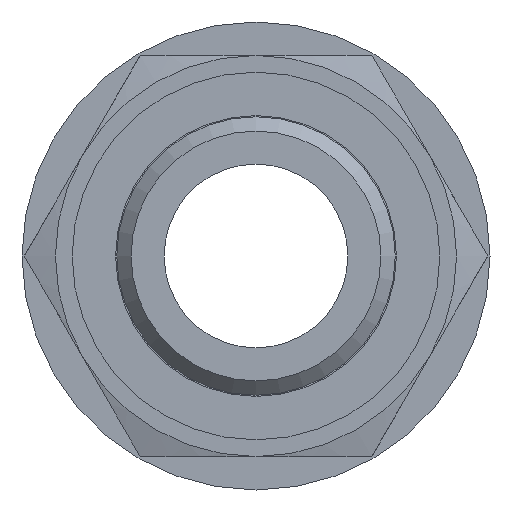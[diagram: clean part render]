
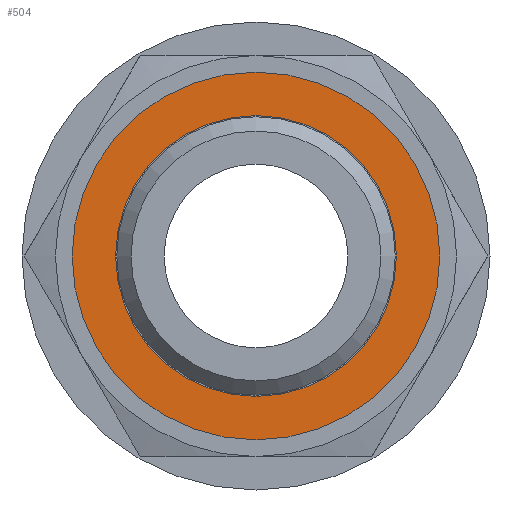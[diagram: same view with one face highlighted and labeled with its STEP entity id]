
A CAD part, front view. The second image highlights one B-rep face of the part: STEP entity #504.
In plain terms, the highlighted face is planar.
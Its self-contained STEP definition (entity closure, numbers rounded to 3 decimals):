
#66=PLANE('',#605);
#202=ORIENTED_EDGE('',*,*,#266,.F.);
#203=ORIENTED_EDGE('',*,*,#268,.T.);
#266=EDGE_CURVE('',#308,#308,#338,.T.);
#268=EDGE_CURVE('',#310,#310,#340,.T.);
#308=VERTEX_POINT('',#956);
#310=VERTEX_POINT('',#961);
#338=CIRCLE('',#600,8.4);
#340=CIRCLE('',#603,11.);
#390=EDGE_LOOP('',(#202));
#391=EDGE_LOOP('',(#203));
#446=FACE_BOUND('',#390,.T.);
#447=FACE_BOUND('',#391,.T.);
#504=ADVANCED_FACE('',(#446,#447),#66,.T.);
#600=AXIS2_PLACEMENT_3D('',#955,#731,#732);
#603=AXIS2_PLACEMENT_3D('',#960,#737,#738);
#605=AXIS2_PLACEMENT_3D('',#964,#741,#742);
#731=DIRECTION('',(0.,0.,1.));
#732=DIRECTION('',(1.,0.,0.));
#737=DIRECTION('',(0.,0.,1.));
#738=DIRECTION('',(1.,0.,0.));
#741=DIRECTION('',(0.,0.,1.));
#742=DIRECTION('',(1.,0.,0.));
#955=CARTESIAN_POINT('',(0.,0.,2.));
#956=CARTESIAN_POINT('',(8.4,0.,2.));
#960=CARTESIAN_POINT('',(0.,0.,2.));
#961=CARTESIAN_POINT('',(11.,0.,2.));
#964=CARTESIAN_POINT('',(0.,0.,2.));
